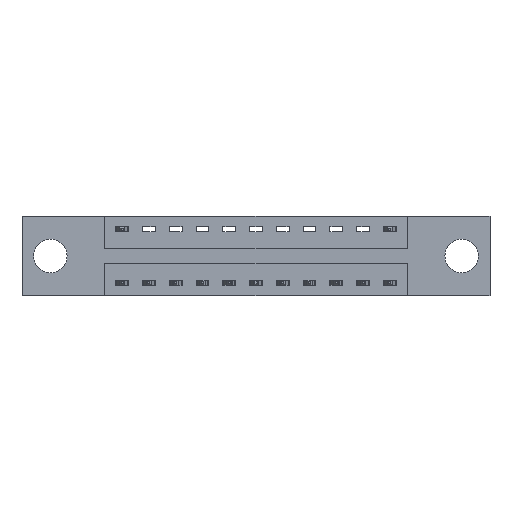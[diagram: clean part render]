
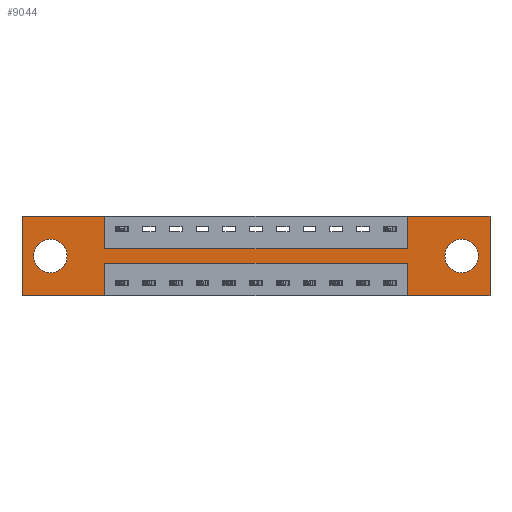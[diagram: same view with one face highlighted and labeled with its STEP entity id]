
A CAD part, front view. The second image highlights one B-rep face of the part: STEP entity #9044.
In plain terms, the highlighted planar face has unit normal (0, -1, 0).
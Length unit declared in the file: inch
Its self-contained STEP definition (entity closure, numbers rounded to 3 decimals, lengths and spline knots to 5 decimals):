
#59 = DIRECTION ( 'NONE',  ( 0., -1., 0. ) ) ;
#102 = DIRECTION ( 'NONE',  ( 0., 0., 1. ) ) ;
#167 = VECTOR ( 'NONE', #5692, 39.37008 ) ;
#315 = CARTESIAN_POINT ( 'NONE',  ( 0., 0., 0. ) ) ;
#319 = CARTESIAN_POINT ( 'NONE',  ( 0., 0., -0.37 ) ) ;
#359 = VECTOR ( 'NONE', #9981, 39.37008 ) ;
#397 = EDGE_CURVE ( 'NONE', #6568, #3952, #9561, .T. ) ;
#706 = VECTOR ( 'NONE', #6606, 39.37008 ) ;
#827 = DIRECTION ( 'NONE',  ( 0., 0., 1. ) ) ;
#875 = DIRECTION ( 'NONE',  ( 0., 0., 1. ) ) ;
#1016 = CARTESIAN_POINT ( 'NONE',  ( 0., 0., 0. ) ) ;
#1246 = VERTEX_POINT ( 'NONE', #2457 ) ;
#1263 = CARTESIAN_POINT ( 'NONE',  ( 0.1325, 0., -0.263 ) ) ;
#1309 = CIRCLE ( 'NONE', #4518, 0.078 ) ;
#1359 = CARTESIAN_POINT ( 'NONE',  ( 0.3875, 0., -0.22 ) ) ;
#1421 = ORIENTED_EDGE ( 'NONE', *, *, #3887, .T. ) ;
#1442 = VERTEX_POINT ( 'NONE', #6814 ) ;
#1447 = CIRCLE ( 'NONE', #9584, 0.078 ) ;
#1561 = VECTOR ( 'NONE', #4334, 39.37008 ) ;
#1566 = CARTESIAN_POINT ( 'NONE',  ( 2.0525, 0., -0.107 ) ) ;
#1608 = VERTEX_POINT ( 'NONE', #2419 ) ;
#1743 = EDGE_LOOP ( 'NONE', ( #1421, #10940 ) ) ;
#1806 = EDGE_CURVE ( 'NONE', #4132, #3501, #2737, .T. ) ;
#1899 = EDGE_CURVE ( 'NONE', #3501, #2068, #9293, .T. ) ;
#2040 = VERTEX_POINT ( 'NONE', #3433 ) ;
#2046 = LINE ( 'NONE', #4307, #10794 ) ;
#2068 = VERTEX_POINT ( 'NONE', #2566 ) ;
#2153 = LINE ( 'NONE', #1016, #3989 ) ;
#2181 = FACE_BOUND ( 'NONE', #1743, .T. ) ;
#2189 = VECTOR ( 'NONE', #7580, 39.37008 ) ;
#2200 = CARTESIAN_POINT ( 'NONE',  ( 0.3875, 0., -0.22 ) ) ;
#2279 = ORIENTED_EDGE ( 'NONE', *, *, #5551, .F. ) ;
#2292 = CARTESIAN_POINT ( 'NONE',  ( 0., 0., 0. ) ) ;
#2312 = CIRCLE ( 'NONE', #6072, 0.078 ) ;
#2385 = CARTESIAN_POINT ( 'NONE',  ( 2.0525, 0., -0.263 ) ) ;
#2419 = CARTESIAN_POINT ( 'NONE',  ( 0.3875, 0., -0.37 ) ) ;
#2457 = CARTESIAN_POINT ( 'NONE',  ( 1.7975, 0., -0.22 ) ) ;
#2534 = AXIS2_PLACEMENT_3D ( 'NONE', #2822, #59, #4603 ) ;
#2556 = VERTEX_POINT ( 'NONE', #6857 ) ;
#2566 = CARTESIAN_POINT ( 'NONE',  ( 0.3875, 0., -0.15 ) ) ;
#2569 = LINE ( 'NONE', #319, #167 ) ;
#2630 = EDGE_LOOP ( 'NONE', ( #4537, #10255 ) ) ;
#2724 = VERTEX_POINT ( 'NONE', #3703 ) ;
#2729 = LINE ( 'NONE', #5708, #4820 ) ;
#2737 = LINE ( 'NONE', #2292, #359 ) ;
#2753 = CARTESIAN_POINT ( 'NONE',  ( 0.3875, 0., 0. ) ) ;
#2805 = VERTEX_POINT ( 'NONE', #2983 ) ;
#2822 = CARTESIAN_POINT ( 'NONE',  ( 0., 0., -0.37 ) ) ;
#2863 = EDGE_CURVE ( 'NONE', #2040, #2805, #2729, .T. ) ;
#2883 = VERTEX_POINT ( 'NONE', #2200 ) ;
#2895 = CARTESIAN_POINT ( 'NONE',  ( 0.3875, 0., -0.37 ) ) ;
#2916 = EDGE_LOOP ( 'NONE', ( #4686, #5509, #7826, #5777, #8990, #2279, #7142, #5565, #3553, #7407, #9738, #6384 ) ) ;
#2983 = CARTESIAN_POINT ( 'NONE',  ( 1.7975, 0., -0.37 ) ) ;
#3027 = DIRECTION ( 'NONE',  ( 1., 0., 0. ) ) ;
#3032 = EDGE_CURVE ( 'NONE', #10540, #9228, #2312, .T. ) ;
#3322 = CARTESIAN_POINT ( 'NONE',  ( 0.3875, 0., 0. ) ) ;
#3363 = LINE ( 'NONE', #1359, #706 ) ;
#3433 = CARTESIAN_POINT ( 'NONE',  ( 2.185, 0., -0.37 ) ) ;
#3442 = CARTESIAN_POINT ( 'NONE',  ( 1.7975, 0., 0. ) ) ;
#3476 = LINE ( 'NONE', #10392, #3771 ) ;
#3501 = VERTEX_POINT ( 'NONE', #2753 ) ;
#3553 = ORIENTED_EDGE ( 'NONE', *, *, #1899, .F. ) ;
#3618 = EDGE_CURVE ( 'NONE', #1608, #6824, #2569, .T. ) ;
#3703 = CARTESIAN_POINT ( 'NONE',  ( 1.7975, 0., -0.15 ) ) ;
#3743 = PLANE ( 'NONE',  #2534 ) ;
#3771 = VECTOR ( 'NONE', #102, 39.37008 ) ;
#3887 = EDGE_CURVE ( 'NONE', #3952, #6568, #1309, .T. ) ;
#3942 = VECTOR ( 'NONE', #3027, 39.37008 ) ;
#3952 = VERTEX_POINT ( 'NONE', #1566 ) ;
#3989 = VECTOR ( 'NONE', #10375, 39.37008 ) ;
#4110 = EDGE_CURVE ( 'NONE', #9228, #10540, #1447, .T. ) ;
#4132 = VERTEX_POINT ( 'NONE', #10288 ) ;
#4307 = CARTESIAN_POINT ( 'NONE',  ( 2.185, 0., 0. ) ) ;
#4333 = AXIS2_PLACEMENT_3D ( 'NONE', #5977, #10863, #8307 ) ;
#4334 = DIRECTION ( 'NONE',  ( 0., 0., 1. ) ) ;
#4389 = VECTOR ( 'NONE', #9704, 39.37008 ) ;
#4518 = AXIS2_PLACEMENT_3D ( 'NONE', #5030, #10829, #5892 ) ;
#4537 = ORIENTED_EDGE ( 'NONE', *, *, #3032, .T. ) ;
#4603 = DIRECTION ( 'NONE',  ( 0., 0., -1. ) ) ;
#4686 = ORIENTED_EDGE ( 'NONE', *, *, #9927, .F. ) ;
#4761 = EDGE_CURVE ( 'NONE', #2724, #2556, #10612, .T. ) ;
#4820 = VECTOR ( 'NONE', #9074, 39.37008 ) ;
#5030 = CARTESIAN_POINT ( 'NONE',  ( 2.0525, 0., -0.185 ) ) ;
#5509 = ORIENTED_EDGE ( 'NONE', *, *, #5623, .F. ) ;
#5551 = EDGE_CURVE ( 'NONE', #2556, #1442, #10590, .T. ) ;
#5565 = ORIENTED_EDGE ( 'NONE', *, *, #10291, .F. ) ;
#5623 = EDGE_CURVE ( 'NONE', #1246, #2883, #3363, .T. ) ;
#5692 = DIRECTION ( 'NONE',  ( -1., 0., 0. ) ) ;
#5708 = CARTESIAN_POINT ( 'NONE',  ( 0., 0., -0.37 ) ) ;
#5777 = ORIENTED_EDGE ( 'NONE', *, *, #2863, .F. ) ;
#5892 = DIRECTION ( 'NONE',  ( 0., 0., -1. ) ) ;
#5977 = CARTESIAN_POINT ( 'NONE',  ( 2.0525, 0., -0.185 ) ) ;
#6040 = DIRECTION ( 'NONE',  ( 0., 0., -1. ) ) ;
#6072 = AXIS2_PLACEMENT_3D ( 'NONE', #11031, #6092, #827 ) ;
#6092 = DIRECTION ( 'NONE',  ( 0., 1., 0. ) ) ;
#6132 = DIRECTION ( 'NONE',  ( 0., 1., 0. ) ) ;
#6384 = ORIENTED_EDGE ( 'NONE', *, *, #3618, .F. ) ;
#6568 = VERTEX_POINT ( 'NONE', #2385 ) ;
#6606 = DIRECTION ( 'NONE',  ( -1., 0., 0. ) ) ;
#6814 = CARTESIAN_POINT ( 'NONE',  ( 2.185, 0., 0. ) ) ;
#6824 = VERTEX_POINT ( 'NONE', #7886 ) ;
#6857 = CARTESIAN_POINT ( 'NONE',  ( 1.7975, 0., 0. ) ) ;
#7030 = LINE ( 'NONE', #9587, #8479 ) ;
#7104 = DIRECTION ( 'NONE',  ( 1., 0., 0. ) ) ;
#7142 = ORIENTED_EDGE ( 'NONE', *, *, #4761, .F. ) ;
#7281 = CARTESIAN_POINT ( 'NONE',  ( 0.1325, 0., -0.107 ) ) ;
#7331 = EDGE_CURVE ( 'NONE', #2805, #1246, #3476, .T. ) ;
#7407 = ORIENTED_EDGE ( 'NONE', *, *, #1806, .F. ) ;
#7580 = DIRECTION ( 'NONE',  ( 0., 0., -1. ) ) ;
#7826 = ORIENTED_EDGE ( 'NONE', *, *, #7331, .F. ) ;
#7886 = CARTESIAN_POINT ( 'NONE',  ( 0., 0., -0.37 ) ) ;
#8307 = DIRECTION ( 'NONE',  ( 0., 0., -1. ) ) ;
#8479 = VECTOR ( 'NONE', #7104, 39.37008 ) ;
#8768 = FACE_BOUND ( 'NONE', #2630, .T. ) ;
#8906 = EDGE_CURVE ( 'NONE', #1442, #2040, #2046, .T. ) ;
#8990 = ORIENTED_EDGE ( 'NONE', *, *, #8906, .F. ) ;
#9043 = FACE_OUTER_BOUND ( 'NONE', #2916, .T. ) ;
#9044 = ADVANCED_FACE ( 'NONE', ( #2181, #8768, #9043 ), #3743, .T. ) ;
#9074 = DIRECTION ( 'NONE',  ( -1., 0., 0. ) ) ;
#9228 = VERTEX_POINT ( 'NONE', #1263 ) ;
#9293 = LINE ( 'NONE', #3322, #2189 ) ;
#9561 = CIRCLE ( 'NONE', #4333, 0.078 ) ;
#9584 = AXIS2_PLACEMENT_3D ( 'NONE', #11072, #6132, #875 ) ;
#9587 = CARTESIAN_POINT ( 'NONE',  ( 0.3875, 0., -0.15 ) ) ;
#9704 = DIRECTION ( 'NONE',  ( 0., 0., -1. ) ) ;
#9738 = ORIENTED_EDGE ( 'NONE', *, *, #10307, .F. ) ;
#9927 = EDGE_CURVE ( 'NONE', #2883, #1608, #11032, .T. ) ;
#9981 = DIRECTION ( 'NONE',  ( 1., 0., 0. ) ) ;
#10255 = ORIENTED_EDGE ( 'NONE', *, *, #4110, .T. ) ;
#10288 = CARTESIAN_POINT ( 'NONE',  ( 0., 0., 0. ) ) ;
#10291 = EDGE_CURVE ( 'NONE', #2068, #2724, #7030, .T. ) ;
#10307 = EDGE_CURVE ( 'NONE', #6824, #4132, #2153, .T. ) ;
#10375 = DIRECTION ( 'NONE',  ( 0., 0., 1. ) ) ;
#10392 = CARTESIAN_POINT ( 'NONE',  ( 1.7975, 0., -0.37 ) ) ;
#10540 = VERTEX_POINT ( 'NONE', #7281 ) ;
#10590 = LINE ( 'NONE', #315, #3942 ) ;
#10612 = LINE ( 'NONE', #3442, #1561 ) ;
#10794 = VECTOR ( 'NONE', #6040, 39.37008 ) ;
#10829 = DIRECTION ( 'NONE',  ( 0., 1., 0. ) ) ;
#10863 = DIRECTION ( 'NONE',  ( 0., 1., 0. ) ) ;
#10940 = ORIENTED_EDGE ( 'NONE', *, *, #397, .T. ) ;
#11031 = CARTESIAN_POINT ( 'NONE',  ( 0.1325, 0., -0.185 ) ) ;
#11032 = LINE ( 'NONE', #2895, #4389 ) ;
#11072 = CARTESIAN_POINT ( 'NONE',  ( 0.1325, 0., -0.185 ) ) ;
